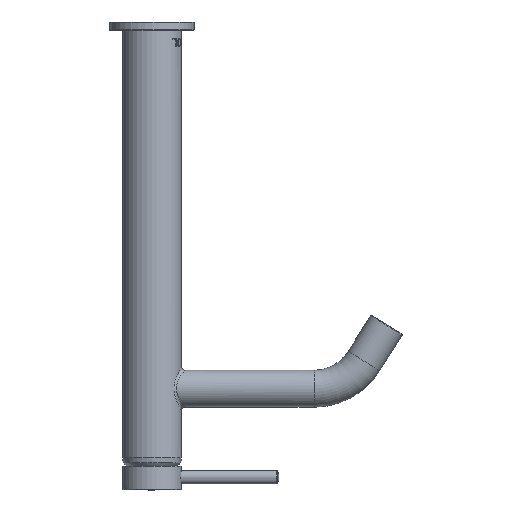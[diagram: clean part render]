
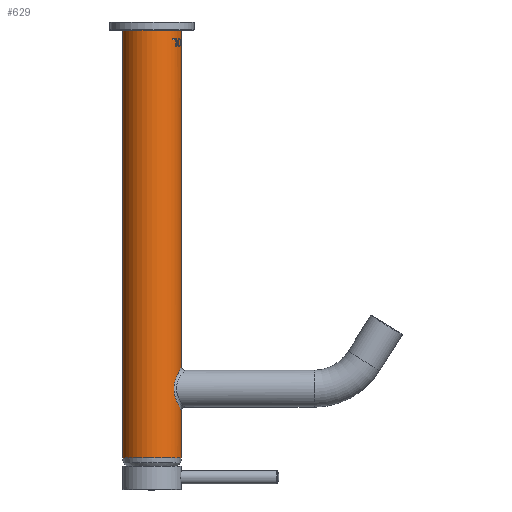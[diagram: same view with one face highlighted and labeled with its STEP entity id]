
A CAD part, front view. The second image highlights one B-rep face of the part: STEP entity #629.
In plain terms, the highlighted cylindrical face has radius 17.5 mm (diameter 35 mm), a partial arc.
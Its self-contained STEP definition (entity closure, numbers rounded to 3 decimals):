
#24=CARTESIAN_POINT('',(17.5,0.,-205.));
#55=CARTESIAN_POINT('',(17.5,0.,-231.));
#65=DIRECTION('',(0.,0.,-1.));
#66=VECTOR('',#65,254.);
#67=CARTESIAN_POINT('',(-17.5,0.,-5.));
#68=LINE('',#67,#66);
#91=CARTESIAN_POINT('',(0.,0.,-259.));
#92=DIRECTION('',(0.,0.,1.));
#93=DIRECTION('',(-1.,0.,0.));
#94=AXIS2_PLACEMENT_3D('',#91,#92,#93);
#103=DIRECTION('',(0.,0.,-1.));
#104=VECTOR('',#103,200.);
#105=CARTESIAN_POINT('',(17.5,0.,-5.));
#106=LINE('',#105,#104);
#107=DIRECTION('',(0.,0.,-1.));
#108=VECTOR('',#107,28.);
#109=CARTESIAN_POINT('',(17.5,0.,-231.));
#110=LINE('',#109,#108);
#136=CARTESIAN_POINT('',(0.,0.,-5.));
#137=DIRECTION('',(0.,0.,-1.));
#138=DIRECTION('',(1.,0.,0.));
#139=AXIS2_PLACEMENT_3D('',#136,#137,#138);
#179=CARTESIAN_POINT('',(17.5,0.,-231.));
#180=CARTESIAN_POINT('',(17.5,-0.368,
-231.));
#181=CARTESIAN_POINT('',(17.477,-1.11,-230.961));
#182=CARTESIAN_POINT('',(17.369,-2.24,-230.78));
#183=CARTESIAN_POINT('',(17.184,-3.379,-230.466));
#184=CARTESIAN_POINT('',(16.92,-4.519,-230.011));
#185=CARTESIAN_POINT('',(16.578,-5.647,-229.405));
#186=CARTESIAN_POINT('',(16.157,-6.757,-228.633));
#187=CARTESIAN_POINT('',(15.668,-7.824,-227.685));
#188=CARTESIAN_POINT('',(15.133,-8.81,-226.57));
#189=CARTESIAN_POINT('',(14.593,-9.674,-225.322));
#190=CARTESIAN_POINT('',(14.095,-10.381,-223.996));
#191=CARTESIAN_POINT('',(13.674,-10.926,-222.635));
#192=CARTESIAN_POINT('',(13.356,-11.31,-221.287));
#193=CARTESIAN_POINT('',(13.145,-11.554,-219.961));
#194=CARTESIAN_POINT('',(13.04,-11.671,-218.657));
#195=CARTESIAN_POINT('',(13.039,-11.672,-217.36));
#196=CARTESIAN_POINT('',(13.143,-11.556,-216.056));
#197=CARTESIAN_POINT('',(13.353,-11.314,-214.731));
#198=CARTESIAN_POINT('',(13.672,-10.929,-213.371));
#199=CARTESIAN_POINT('',(14.095,-10.382,-212.005));
#200=CARTESIAN_POINT('',(14.598,-9.667,-210.665));
#201=CARTESIAN_POINT('',(15.139,-8.8,-209.417));
#202=CARTESIAN_POINT('',(15.672,-7.815,-208.307));
#203=CARTESIAN_POINT('',(16.16,-6.75,-207.362));
#204=CARTESIAN_POINT('',(16.579,-5.645,-206.594));
#205=CARTESIAN_POINT('',(16.921,-4.516,-205.987));
#206=CARTESIAN_POINT('',(17.185,-3.375,-205.532));
#207=CARTESIAN_POINT('',(17.369,-2.235,-205.219));
#208=CARTESIAN_POINT('',(17.477,-1.106,-205.039));
#209=CARTESIAN_POINT('',(17.5,-0.366,
-205.));
#210=CARTESIAN_POINT('',(17.5,0.,
-205.));
#355=VERTEX_POINT('',#24);
#356=VERTEX_POINT('',#55);
#357=CARTESIAN_POINT('',(17.5,0.,-259.));
#358=CARTESIAN_POINT('',(-17.5,0.,-259.));
#359=VERTEX_POINT('',#357);
#360=VERTEX_POINT('',#358);
#361=CARTESIAN_POINT('',(17.5,0.,-5.));
#362=VERTEX_POINT('',#361);
#363=CARTESIAN_POINT('',(-17.5,0.,-5.));
#364=VERTEX_POINT('',#363);
#614=CARTESIAN_POINT('',(0.,0.,-275.1));
#615=DIRECTION('',(0.,0.,1.));
#616=DIRECTION('',(-1.,0.,0.));
#617=AXIS2_PLACEMENT_3D('',#614,#615,#616);
#618=CYLINDRICAL_SURFACE('',#617,17.5);
#619=ORIENTED_EDGE('',*,*,#608,.F.);
#620=ORIENTED_EDGE('',*,*,#522,.F.);
#622=ORIENTED_EDGE('',*,*,#621,.F.);
#623=ORIENTED_EDGE('',*,*,#518,.T.);
#625=ORIENTED_EDGE('',*,*,#624,.F.);
#626=ORIENTED_EDGE('',*,*,#515,.T.);
#627=EDGE_LOOP('',(#619,#620,#622,#623,#625,#626));
#628=FACE_OUTER_BOUND('',#627,.F.);
#629=ADVANCED_FACE('',(#628),#618,.T.);
#95=CIRCLE('',#94,17.5);
#140=CIRCLE('',#139,17.5);
#211=B_SPLINE_CURVE_WITH_KNOTS('',3,(#179,#180,#181,#182,#183,#184,#185,#186,
#187,#188,#189,#190,#191,#192,#193,#194,#195,#196,#197,#198,#199,#200,#201,#202,
#203,#204,#205,#206,#207,#208,#209,#210),.UNSPECIFIED.,.F.,.F.,(4,1,1,1,1,1,1,1,
1,1,1,1,1,1,1,1,1,1,1,1,1,1,1,1,1,1,1,1,1,4),(0.,0.034,
0.069,0.103,0.138,0.172,
0.207,0.241,0.276,0.31,
0.345,0.379,0.414,0.448,
0.483,0.517,0.552,0.586,
0.621,0.655,0.69,0.724,
0.759,0.793,0.828,0.862,
0.897,0.931,0.966,1.),.UNSPECIFIED.);
#515=EDGE_CURVE('',#356,#359,#110,.T.);
#518=EDGE_CURVE('',#362,#355,#106,.T.);
#522=EDGE_CURVE('',#364,#360,#68,.T.);
#608=EDGE_CURVE('',#360,#359,#95,.T.);
#621=EDGE_CURVE('',#362,#364,#140,.T.);
#624=EDGE_CURVE('',#356,#355,#211,.T.);
